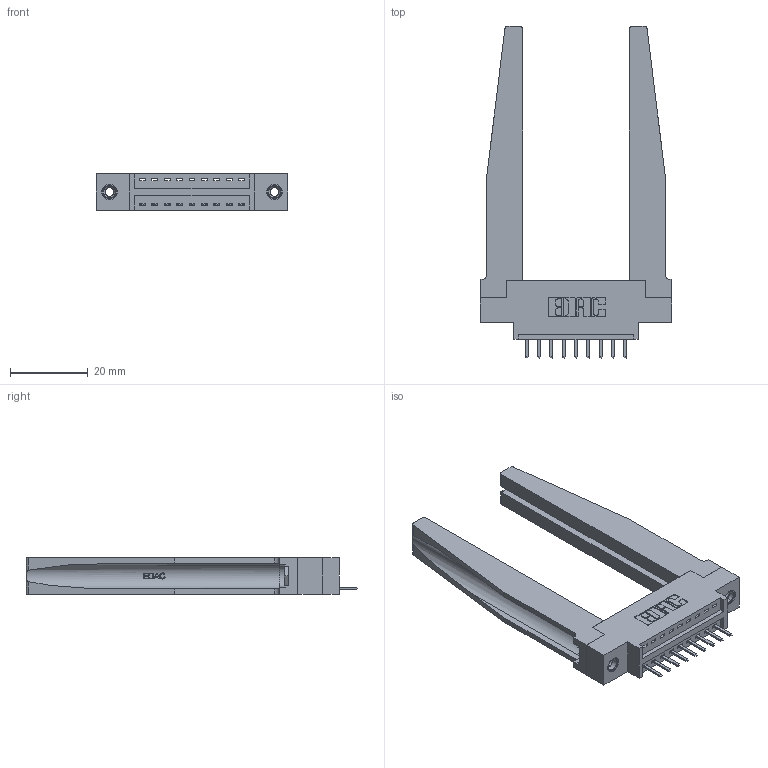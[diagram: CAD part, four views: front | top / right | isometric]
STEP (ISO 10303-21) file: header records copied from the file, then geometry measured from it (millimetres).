
FILE_DESCRIPTION (( 'STEP AP203' ), '1' );
FILE_NAME ('346-009-520-678.STEP', '2022-05-04T22:03:44', ( '' ), ( '' ), 'SwSTEP 2.0', 'SolidWorks 2020', '' );
FILE_SCHEMA (( 'CONFIG_CONTROL_DESIGN' ));
Length unit declared in the file: inch
Products named in the file (5): 346 Part_0.170 Offset - 0.156 Dia-TH; 346-220-078_345-220-078; 345-292-001_345-293-120; 346-009-520-678; 345-250-001_345-250-001-102
Assembly tree (14 placements, depth 2):
  346-009-520-678
    346 Part_0.170 Offset - 0.156 Dia-TH
    345-292-001_345-293-120  x9
    346-220-078_345-220-078  x2
    345-250-001_345-250-001-102  x2
Bounding box: 49.15 x 85.29 x 9.4 mm (x, y, z)
Volume: 11187.5 mm3; surface area: 11638 mm2
Topology: 14 solids, 14 shells, 932 faces, 2641 edges, 1726 vertices
Faces by surface type: plane 614, cylinder 266, bspline 36, cone 12, torus 4
Entity records: 15438 total; most frequent: CARTESIAN_POINT 3584, ORIENTED_EDGE 2402, DIRECTION 2173, EDGE_CURVE 1201, VECTOR 935, LINE 935, VERTEX_POINT 792, AXIS2_PLACEMENT_3D 619
